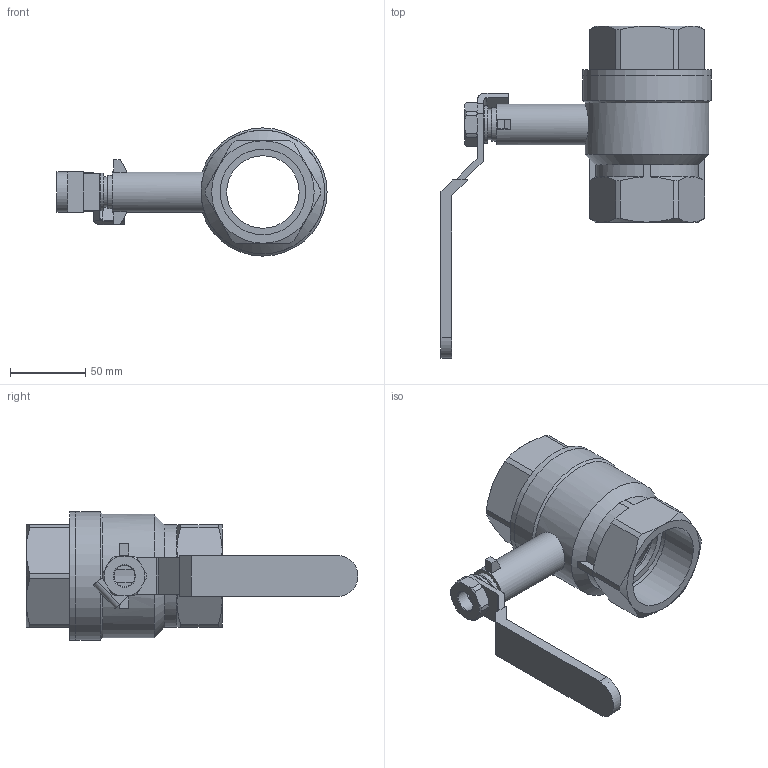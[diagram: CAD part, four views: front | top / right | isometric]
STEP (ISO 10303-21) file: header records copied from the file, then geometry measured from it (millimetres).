
FILE_DESCRIPTION(/* description */ ('Unknown'),/* implementation_level */ '2;1');
FILE_NAME(/* name */ '758-09',/* time_stamp */ '2022-08-09T08:52:37+02:00',/* author */ ('Unknown'),/* organization */ ('Unknown'),/* preprocessor_version */ 'ST-DEVELOPER v16.7',/* originating_system */ 'Solid Edge',/* authorisation */ 'Unknown');
FILE_SCHEMA (('AUTOMOTIVE_DESIGN {1 0 10303 214 3 1 1}'));
Length unit declared in the file: millimetre
Products named in the file (8): 758-09_2_DN50; Einschraubteil 758-09-002_2; Körper 758-09-001_2; Stopfbuchse 758-09_2; Stahlgriff 2 Zoll; Stahlgriff Ummantelung 2 Zoll; M14 flach
Assembly tree (7 placements, depth 3):
  758-09_2_DN50
    Einschraubteil 758-09-002_2
    Körper 758-09-001_2
    Stopfbuchse 758-09_2
    Stahlgriff 2 Zoll
      Stahlgriff 2 Zoll
      Stahlgriff Ummantelung 2 Zoll
    M14 flach
Bounding box: 179 x 220.03 x 85 mm (x, y, z)
Volume: 236221.8 mm3; surface area: 114289 mm2
Topology: 6 solids, 6 shells, 206 faces, 508 edges, 329 vertices
Faces by surface type: plane 99, cylinder 58, cone 48, bspline 1
Full cylindrical faces by diameter (mm): 13.835 x1, 15.5 x1, 16.5 x1, 18 x1, 20 x1, 20.376 x2, 22 x1, 25 x1, 27 x1, 48 x2, 56.656 x4, 60 x2, 75.835 x1, 76.5 x1, 78 x1, 79 x1, 82 x1, 85 x2
Entity records: 7179 total; most frequent: CARTESIAN_POINT 1291, DIRECTION 951, ORIENTED_EDGE 902, EDGE_CURVE 451, AXIS2_PLACEMENT_3D 372, VERTEX_POINT 313, EDGE_LOOP 274, FACE_BOUND 274
